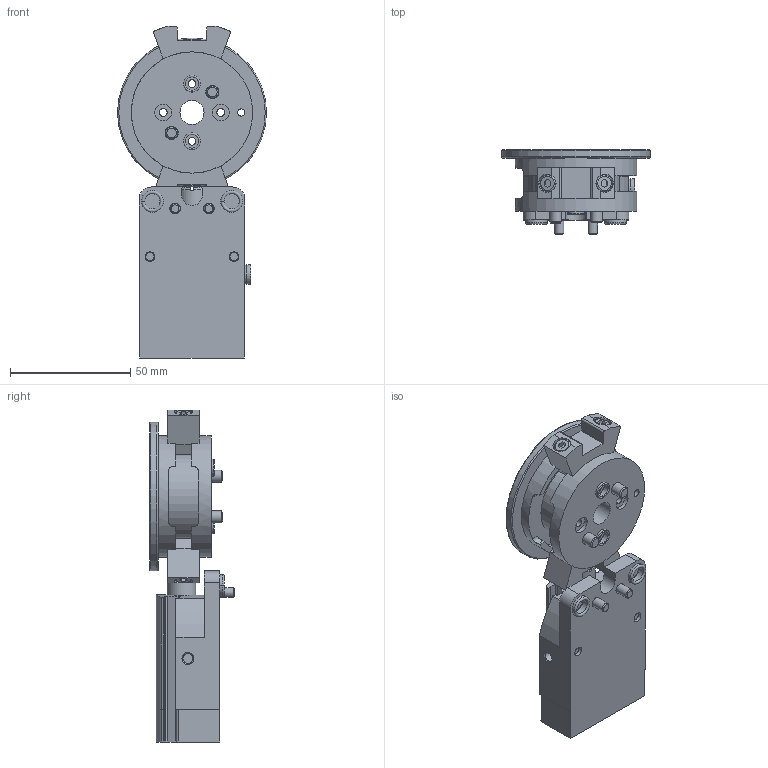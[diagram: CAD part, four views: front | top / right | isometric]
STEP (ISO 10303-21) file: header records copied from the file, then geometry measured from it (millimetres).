
FILE_DESCRIPTION(/* description */ ('STEP AP214'),/* implementation_level */ '2;1');
FILE_NAME(/* name */ '1579786_DADL-EL-Q11-20',/* time_stamp */ '2024-08-12T18:19:15+02:00',/* author */ ('License CC BY-ND 4.0'),/* organization */ ('CADENAS'),/* preprocessor_version */ 'ST-DEVELOPER v19.3',/* originating_system */ 'PARTsolutions',/* authorisation */ ' ');
FILE_SCHEMA (('AUTOMOTIVE_DESIGN {1 0 10303 214 3 1 1}'));
Length unit declared in the file: millimetre
Products named in the file (10): 1579786 DADL-EL-Q11-20---(20_0_0); 1468665 DRRD-20_p; DIN-912 - M5x25(F); 8146544 ZBH-7-B; 1435411 DADL-EC-Q11-20/25; 1579786 DADL-EL-Q11-20_(zyl); 1371780 DADL-12_(ks); DIN-912 - M4x8(F); 8137184 ZBH-9-B; 174308 B-M5-B
Assembly tree (14 placements, depth 2):
  1579786 DADL-EL-Q11-20---(20_0_0)
    1468665 DRRD-20_p
    DIN-912 - M5x25(F)  x2
    8146544 ZBH-7-B  x2
    1435411 DADL-EC-Q11-20/25  x2
    1579786 DADL-EL-Q11-20_(zyl)
    1371780 DADL-12_(ks)
    DIN-912 - M4x8(F)  x2
    8137184 ZBH-9-B  x2
    174308 B-M5-B
Bounding box: 62 x 35.2 x 138.2 mm (x, y, z)
Volume: 107033 mm3; surface area: 42222.2 mm2
Topology: 14 solids, 14 shells, 528 faces, 1218 edges, 773 vertices
Faces by surface type: plane 282, cylinder 165, cone 66, torus 15
Full cylindrical faces by diameter (mm): 3 x2, 3.242 x4, 4 x12, 4.134 x2, 4.4 x2, 5 x4, 5.5 x2, 7 x18, 7.2 x1, 7.5 x4, 8 x4, 8.5 x2, 9 x2, 9.5 x2, 10 x1, 12 x2, 16 x2, 36 x1, 50.5 x2, 62 x1
Entity records: 10495 total; most frequent: CARTESIAN_POINT 2017, DIRECTION 1747, ORIENTED_EDGE 1512, EDGE_CURVE 756, AXIS2_PLACEMENT_3D 676, VERTEX_POINT 538, FACE_BOUND 536, EDGE_LOOP 534
